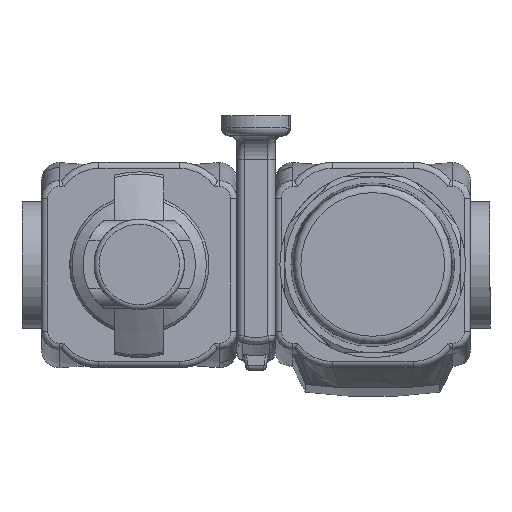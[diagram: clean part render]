
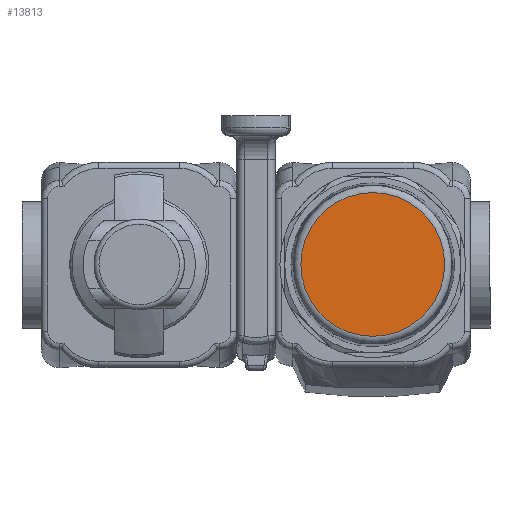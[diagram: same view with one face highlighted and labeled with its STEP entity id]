
A CAD part, top view. The second image highlights one B-rep face of the part: STEP entity #13813.
In plain terms, the highlighted planar face has unit normal (0, 0, 1).
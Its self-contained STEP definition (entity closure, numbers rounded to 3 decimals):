
#2286=PLANE('',#14715);
#5097=ORIENTED_EDGE('',*,*,#6569,.T.);
#6569=EDGE_CURVE('',#7514,#7514,#7889,.T.);
#7514=VERTEX_POINT('',#22923);
#7889=CIRCLE('',#14716,14.717);
#8570=EDGE_LOOP('',(#5097));
#9272=FACE_BOUND('',#8570,.T.);
#13813=ADVANCED_FACE('',(#9272),#2286,.T.);
#14715=AXIS2_PLACEMENT_3D('',#22921,#17228,#17229);
#14716=AXIS2_PLACEMENT_3D('',#22922,#17230,#17231);
#17228=DIRECTION('',(0.,0.,1.));
#17229=DIRECTION('',(1.,0.,0.));
#17230=DIRECTION('',(0.,0.,1.));
#17231=DIRECTION('',(1.,0.,0.));
#22921=CARTESIAN_POINT('',(7.358,0.,81.5));
#22922=CARTESIAN_POINT('',(0.,0.,81.5));
#22923=CARTESIAN_POINT('',(14.717,0.,81.5));
